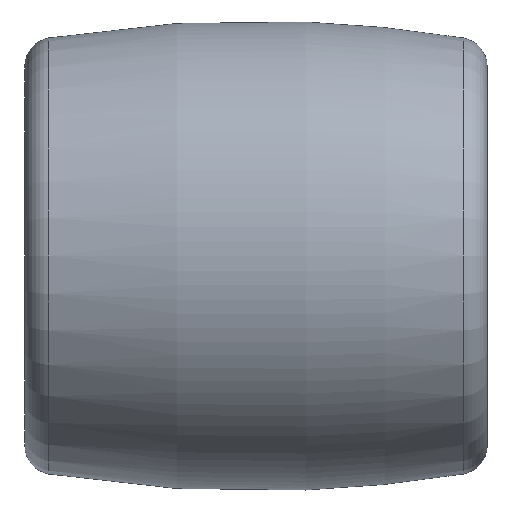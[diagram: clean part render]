
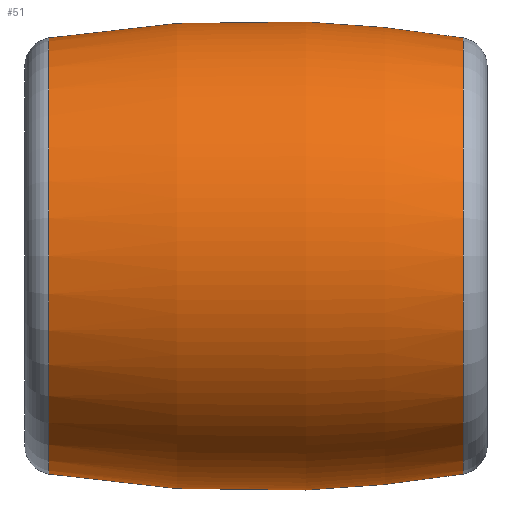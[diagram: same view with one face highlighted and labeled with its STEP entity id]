
A CAD part, front view. The second image highlights one B-rep face of the part: STEP entity #51.
In plain terms, the highlighted toroidal (fillet/blend) face has major radius 41.44 mm and minor radius 50.8 mm.
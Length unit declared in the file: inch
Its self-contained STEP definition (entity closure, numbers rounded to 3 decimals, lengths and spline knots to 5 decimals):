
#15 = FACE_OUTER_BOUND ( 'NONE', #65, .T. ) ;
#23 = ORIENTED_EDGE ( 'NONE', *, *, #144, .T. ) ;
#25 = CARTESIAN_POINT ( 'NONE',  ( -0.32481, 0., 0. ) ) ;
#27 = DIRECTION ( 'NONE',  ( -1., 0., 0. ) ) ;
#28 = CIRCLE ( 'NONE', #107, 0.34195 ) ;
#34 = ORIENTED_EDGE ( 'NONE', *, *, #96, .T. ) ;
#41 = VERTEX_POINT ( 'NONE', #207 ) ;
#43 = TOROIDAL_SURFACE ( 'NONE', #114, -1.6315, 2. ) ;
#47 = DIRECTION ( 'NONE',  ( 0., 0., -1. ) ) ;
#49 = AXIS2_PLACEMENT_3D ( 'NONE', #25, #115, #47 ) ;
#51 = ADVANCED_FACE ( 'NONE', ( #157, #15 ), #43, .T. ) ;
#65 = EDGE_LOOP ( 'NONE', ( #23 ) ) ;
#67 = CIRCLE ( 'NONE', #49, 0.34195 ) ;
#96 = EDGE_CURVE ( 'NONE', #41, #41, #67, .T. ) ;
#107 = AXIS2_PLACEMENT_3D ( 'NONE', #215, #27, #185 ) ;
#113 = EDGE_LOOP ( 'NONE', ( #34 ) ) ;
#114 = AXIS2_PLACEMENT_3D ( 'NONE', #186, #119, #200 ) ;
#115 = DIRECTION ( 'NONE',  ( 1., 0., 0. ) ) ;
#119 = DIRECTION ( 'NONE',  ( -1., 0., 0. ) ) ;
#144 = EDGE_CURVE ( 'NONE', #175, #175, #28, .T. ) ;
#157 = FACE_OUTER_BOUND ( 'NONE', #113, .T. ) ;
#175 = VERTEX_POINT ( 'NONE', #222 ) ;
#185 = DIRECTION ( 'NONE',  ( 0., 0., 1. ) ) ;
#186 = CARTESIAN_POINT ( 'NONE',  ( 0., 0., 0. ) ) ;
#200 = DIRECTION ( 'NONE',  ( 0., 0., 1. ) ) ;
#207 = CARTESIAN_POINT ( 'NONE',  ( -0.32481, 0., -0.34195 ) ) ;
#215 = CARTESIAN_POINT ( 'NONE',  ( 0.32481, 0., 0. ) ) ;
#222 = CARTESIAN_POINT ( 'NONE',  ( 0.32481, 0., 0.34195 ) ) ;
